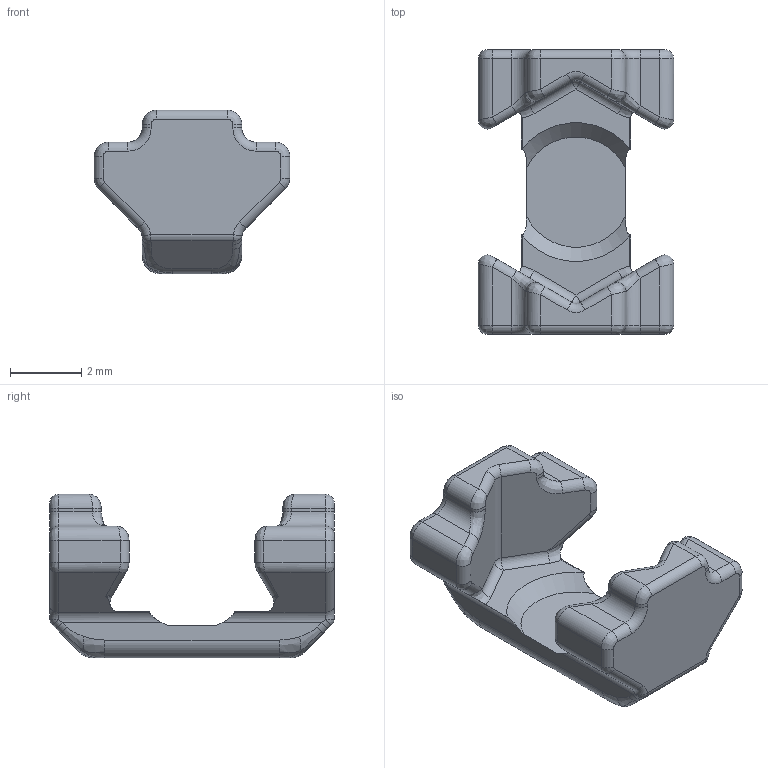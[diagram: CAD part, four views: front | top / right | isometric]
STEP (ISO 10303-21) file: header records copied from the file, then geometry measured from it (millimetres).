
FILE_DESCRIPTION(/* description */ (''),/* implementation_level */ '2;1');
FILE_NAME(/* name */ 'SteadyNut - MakerbeamXL v2.stp',/* time_stamp */ '2021-02-23T10:37:49+01:00',/* author */ ('marti'),/* organization */ (''),/* preprocessor_version */ 'ST-DEVELOPER v18.1',/* originating_system */ 'Autodesk Inventor 2020',/* authorisation */ '');
FILE_SCHEMA (('AUTOMOTIVE_DESIGN { 1 0 10303 214 3 1 1 }'));
Length unit declared in the file: millimetre
Products named in the file (1): SteadyNut - MakerbeamXL v2
Bounding box: 5.5 x 8 x 4.6 mm (x, y, z)
Volume: 63.5 mm3; surface area: 154.9 mm2
Topology: 1 solids, 1 shells, 184 faces, 436 edges, 254 vertices
Faces by surface type: cylinder 74, bspline 60, plane 32, torus 10, sphere 6, cone 2
Entity records: 8219 total; most frequent: CARTESIAN_POINT 4099, ORIENTED_EDGE 872, DIRECTION 856, EDGE_CURVE 436, AXIS2_PLACEMENT_3D 351, VERTEX_POINT 254, FACE_OUTER_BOUND 184, EDGE_LOOP 184
